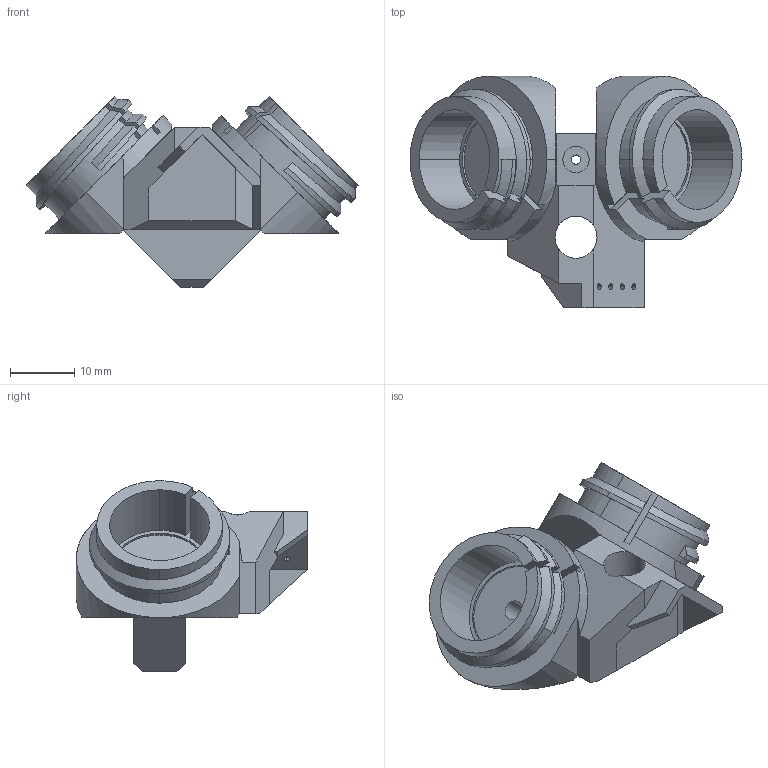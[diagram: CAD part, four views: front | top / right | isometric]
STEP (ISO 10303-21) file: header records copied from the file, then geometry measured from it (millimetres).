
FILE_DESCRIPTION (( 'STEP AP203' ), '1' );
FILE_NAME ('Material_Body_v2_NewBody_Nov2009_REV-D_STEPAP203.STEP', '2009-11-05T22:28:55', ( ' ' ), ( ' ' ), 'SwSTEP 2.0', 'SolidWorks 2007', '' );
FILE_SCHEMA (( 'CONFIG_CONTROL_DESIGN' ));
Length unit declared in the file: inch
Products named in the file (1): Material_Body_v2_NewBody_Nov2009_REV-D_STEPAP203
Bounding box: 51.55 x 35.98 x 29.6 mm (x, y, z)
Volume: 11899.3 mm3; surface area: 7128 mm2
Topology: 1 solids, 1 shells, 125 faces, 347 edges, 225 vertices
Faces by surface type: plane 58, cylinder 57, bspline 10
Entity records: 4695 total; most frequent: CARTESIAN_POINT 1552, ORIENTED_EDGE 694, DIRECTION 588, EDGE_CURVE 347, VERTEX_POINT 225, AXIS2_PLACEMENT_3D 197, LINE 194, VECTOR 194
